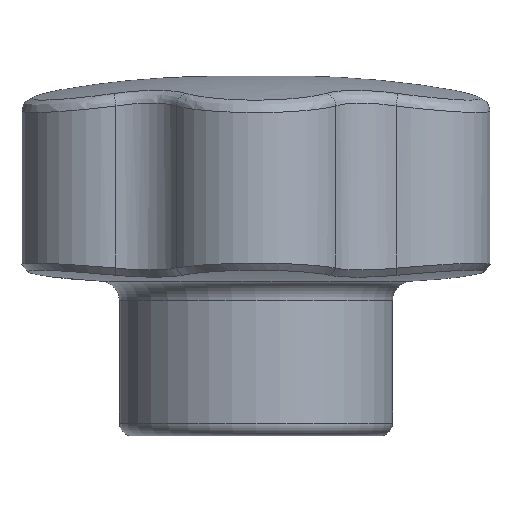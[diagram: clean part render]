
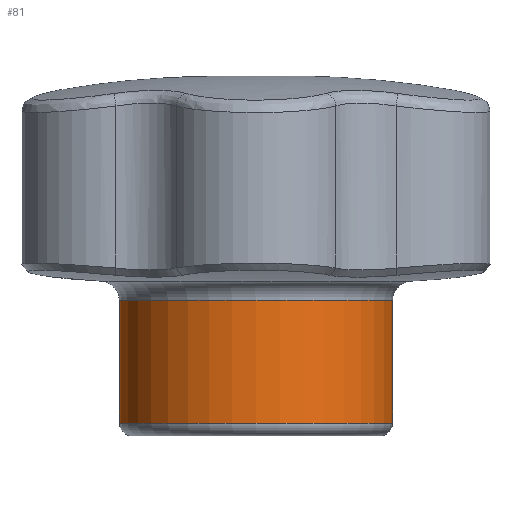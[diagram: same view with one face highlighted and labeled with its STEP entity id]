
A CAD part, front view. The second image highlights one B-rep face of the part: STEP entity #81.
In plain terms, the highlighted cylindrical face has radius 10.65 mm (diameter 21.3 mm), a full revolution.
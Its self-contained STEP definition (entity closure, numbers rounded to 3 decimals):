
#81 = ADVANCED_FACE( '', ( #194, #195 ), #196, .T. );
#194 = FACE_OUTER_BOUND( '', #684, .T. );
#195 = FACE_OUTER_BOUND( '', #685, .T. );
#196 = CYLINDRICAL_SURFACE( '', #686, 10.65 );
#684 = EDGE_LOOP( '', ( #3360 ) );
#685 = EDGE_LOOP( '', ( #3361 ) );
#686 = AXIS2_PLACEMENT_3D( '', #3362, #3363, #3364 );
#3360 = ORIENTED_EDGE( '', *, *, #3638, .T. );
#3361 = ORIENTED_EDGE( '', *, *, #3639, .T. );
#3362 = CARTESIAN_POINT( '', ( 0., 0., 23.65 ) );
#3363 = DIRECTION( '', ( 0., 0., -1. ) );
#3364 = DIRECTION( '', ( 1., 0., 0. ) );
#3638 = EDGE_CURVE( '', #3796, #3796, #3797, .T. );
#3639 = EDGE_CURVE( '', #3798, #3798, #3799, .F. );
#3796 = VERTEX_POINT( '', #4477 );
#3797 = CIRCLE( '', #4478, 10.65 );
#3798 = VERTEX_POINT( '', #4479 );
#3799 = CIRCLE( '', #4480, 10.65 );
#4477 = CARTESIAN_POINT( '', ( 10.65, 0., 1. ) );
#4478 = AXIS2_PLACEMENT_3D( '', #6142, #6143, #6144 );
#4479 = CARTESIAN_POINT( '', ( 10.65, 0., 10.562 ) );
#4480 = AXIS2_PLACEMENT_3D( '', #6145, #6146, #6147 );
#6142 = CARTESIAN_POINT( '', ( 0., 0., 1. ) );
#6143 = DIRECTION( '', ( 0., 0., 1. ) );
#6144 = DIRECTION( '', ( 1., 0., 0. ) );
#6145 = CARTESIAN_POINT( '', ( 0., 0., 10.562 ) );
#6146 = DIRECTION( '', ( 0., 0., 1. ) );
#6147 = DIRECTION( '', ( 1., 0., 0. ) );
